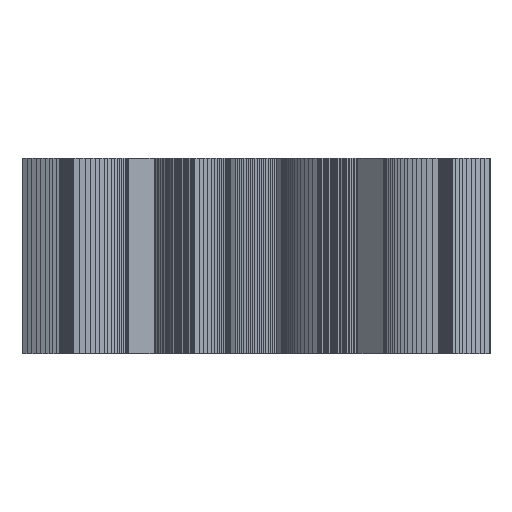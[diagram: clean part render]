
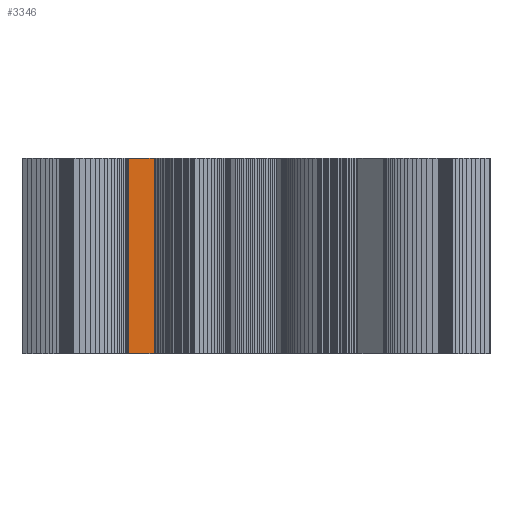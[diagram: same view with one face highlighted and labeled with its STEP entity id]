
A CAD part, top view. The second image highlights one B-rep face of the part: STEP entity #3346.
In plain terms, the highlighted planar face has unit normal (0.718, 0, 0.697).
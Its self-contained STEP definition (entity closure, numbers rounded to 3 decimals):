
#330 = DIRECTION ( 'NONE',  ( -0.718, 0., -0.696 ) ) ;
#917 = VECTOR ( 'NONE', #5350, 1000. ) ;
#971 = LINE ( 'NONE', #11794, #917 ) ;
#3346 = ADVANCED_FACE ( 'NONE', ( #4438 ), #6499, .F. ) ;
#4438 = FACE_OUTER_BOUND ( 'NONE', #26696, .T. ) ;
#5350 = DIRECTION ( 'NONE',  ( 0.696, 0., -0.718 ) ) ;
#6095 = CARTESIAN_POINT ( 'NONE',  ( -2.612, 5., 2.691 ) ) ;
#6499 = PLANE ( 'NONE',  #22601 ) ;
#6644 = VERTEX_POINT ( 'NONE', #10732 ) ;
#7343 = DIRECTION ( 'NONE',  ( 0., -1., 0. ) ) ;
#8332 = CARTESIAN_POINT ( 'NONE',  ( -2.612, 0., 2.691 ) ) ;
#8554 = ORIENTED_EDGE ( 'NONE', *, *, #8709, .T. ) ;
#8709 = EDGE_CURVE ( 'NONE', #17884, #12603, #14250, .T. ) ;
#9388 = LINE ( 'NONE', #17753, #14667 ) ;
#9506 = EDGE_CURVE ( 'NONE', #6644, #17884, #9388, .T. ) ;
#9860 = DIRECTION ( 'NONE',  ( 0.696, 0., -0.718 ) ) ;
#10732 = CARTESIAN_POINT ( 'NONE',  ( -3.272, 5., 3.371 ) ) ;
#11117 = VECTOR ( 'NONE', #9860, 1000. ) ;
#11794 = CARTESIAN_POINT ( 'NONE',  ( -3.272, 5., 3.371 ) ) ;
#12603 = VERTEX_POINT ( 'NONE', #8332 ) ;
#13930 = CARTESIAN_POINT ( 'NONE',  ( -2.612, 5., 2.691 ) ) ;
#14250 = LINE ( 'NONE', #26416, #11117 ) ;
#14667 = VECTOR ( 'NONE', #7343, 1000. ) ;
#14982 = CARTESIAN_POINT ( 'NONE',  ( -3.272, 5., 3.371 ) ) ;
#15103 = VECTOR ( 'NONE', #26646, 1000. ) ;
#15956 = CARTESIAN_POINT ( 'NONE',  ( -3.272, 0., 3.371 ) ) ;
#16331 = ORIENTED_EDGE ( 'NONE', *, *, #9506, .T. ) ;
#17753 = CARTESIAN_POINT ( 'NONE',  ( -3.272, 5., 3.371 ) ) ;
#17884 = VERTEX_POINT ( 'NONE', #15956 ) ;
#19764 = ORIENTED_EDGE ( 'NONE', *, *, #26608, .F. ) ;
#20218 = LINE ( 'NONE', #13930, #15103 ) ;
#22601 = AXIS2_PLACEMENT_3D ( 'NONE', #14982, #330, #23332 ) ;
#23332 = DIRECTION ( 'NONE',  ( -0.696, 0., 0.718 ) ) ;
#23630 = VERTEX_POINT ( 'NONE', #6095 ) ;
#25616 = EDGE_CURVE ( 'NONE', #6644, #23630, #971, .T. ) ;
#26016 = ORIENTED_EDGE ( 'NONE', *, *, #25616, .F. ) ;
#26416 = CARTESIAN_POINT ( 'NONE',  ( -3.272, 0., 3.371 ) ) ;
#26608 = EDGE_CURVE ( 'NONE', #23630, #12603, #20218, .T. ) ;
#26646 = DIRECTION ( 'NONE',  ( 0., -1., 0. ) ) ;
#26696 = EDGE_LOOP ( 'NONE', ( #8554, #19764, #26016, #16331 ) ) ;
